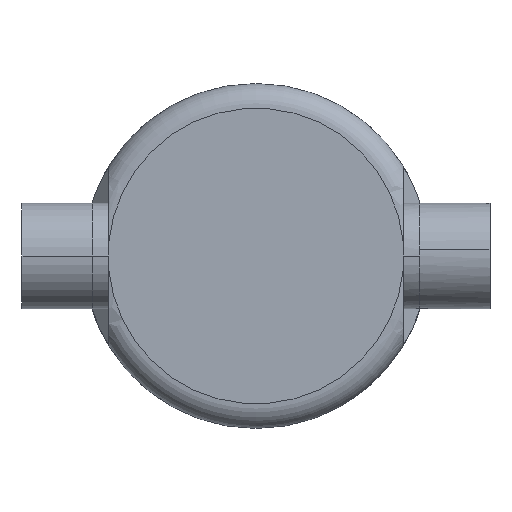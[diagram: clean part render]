
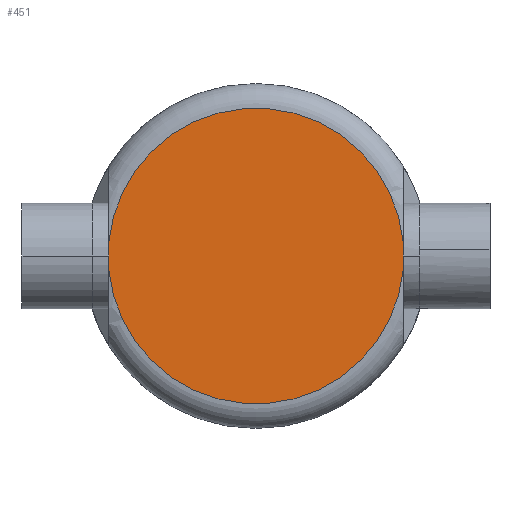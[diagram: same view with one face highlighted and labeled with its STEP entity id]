
A CAD part, front view. The second image highlights one B-rep face of the part: STEP entity #451.
In plain terms, the highlighted planar face has unit normal (0, -1, 0).
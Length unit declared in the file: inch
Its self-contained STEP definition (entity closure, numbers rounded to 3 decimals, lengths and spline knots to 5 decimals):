
#291 = VERTEX_POINT ( 'NONE', #2699 ) ;
#346 = AXIS2_PLACEMENT_3D ( 'NONE', #1044, #1438, #2506 ) ;
#451 = ADVANCED_FACE ( 'NONE', ( #683 ), #729, .T. ) ;
#452 = VECTOR ( 'NONE', #1719, 39.37008 ) ;
#470 = VERTEX_POINT ( 'NONE', #774 ) ;
#518 = DIRECTION ( 'NONE',  ( 0., 0., 1. ) ) ;
#568 = ORIENTED_EDGE ( 'NONE', *, *, #580, .F. ) ;
#580 = EDGE_CURVE ( 'NONE', #2059, #291, #1730, .T. ) ;
#588 = CARTESIAN_POINT ( 'NONE',  ( -1.045, 0.33, 0.10235 ) ) ;
#646 = LINE ( 'NONE', #2128, #452 ) ;
#683 = FACE_OUTER_BOUND ( 'NONE', #846, .T. ) ;
#729 = PLANE ( 'NONE',  #1301 ) ;
#774 = CARTESIAN_POINT ( 'NONE',  ( 1.045, 0.33, -0.10235 ) ) ;
#846 = EDGE_LOOP ( 'NONE', ( #2371, #2121, #568, #1077 ) ) ;
#949 = AXIS2_PLACEMENT_3D ( 'NONE', #2291, #1241, #1644 ) ;
#1044 = CARTESIAN_POINT ( 'NONE',  ( 0., 0.33, 0. ) ) ;
#1077 = ORIENTED_EDGE ( 'NONE', *, *, #1291, .T. ) ;
#1178 = CARTESIAN_POINT ( 'NONE',  ( 1.045, 0.33, 0. ) ) ;
#1206 = DIRECTION ( 'NONE',  ( 1., 0., 0. ) ) ;
#1241 = DIRECTION ( 'NONE',  ( 0., 1., 0. ) ) ;
#1291 = EDGE_CURVE ( 'NONE', #2059, #2404, #646, .T. ) ;
#1301 = AXIS2_PLACEMENT_3D ( 'NONE', #1988, #1811, #1206 ) ;
#1406 = EDGE_CURVE ( 'NONE', #470, #291, #1960, .T. ) ;
#1438 = DIRECTION ( 'NONE',  ( 0., 1., 0. ) ) ;
#1505 = EDGE_CURVE ( 'NONE', #470, #2404, #2544, .T. ) ;
#1574 = VECTOR ( 'NONE', #518, 39.37008 ) ;
#1644 = DIRECTION ( 'NONE',  ( -1., 0., 0. ) ) ;
#1670 = CARTESIAN_POINT ( 'NONE',  ( -1.045, 0.33, -0.10235 ) ) ;
#1719 = DIRECTION ( 'NONE',  ( 0., 0., -1. ) ) ;
#1730 = CIRCLE ( 'NONE', #346, 1.05 ) ;
#1811 = DIRECTION ( 'NONE',  ( 0., -1., 0. ) ) ;
#1960 = LINE ( 'NONE', #1178, #1574 ) ;
#1988 = CARTESIAN_POINT ( 'NONE',  ( 0., 0.33, 0. ) ) ;
#2059 = VERTEX_POINT ( 'NONE', #588 ) ;
#2121 = ORIENTED_EDGE ( 'NONE', *, *, #1406, .T. ) ;
#2128 = CARTESIAN_POINT ( 'NONE',  ( -1.045, 0.33, -0.75 ) ) ;
#2291 = CARTESIAN_POINT ( 'NONE',  ( 0., 0.33, 0. ) ) ;
#2371 = ORIENTED_EDGE ( 'NONE', *, *, #1505, .F. ) ;
#2404 = VERTEX_POINT ( 'NONE', #1670 ) ;
#2506 = DIRECTION ( 'NONE',  ( -1., 0., 0. ) ) ;
#2544 = CIRCLE ( 'NONE', #949, 1.05 ) ;
#2699 = CARTESIAN_POINT ( 'NONE',  ( 1.045, 0.33, 0.10235 ) ) ;
